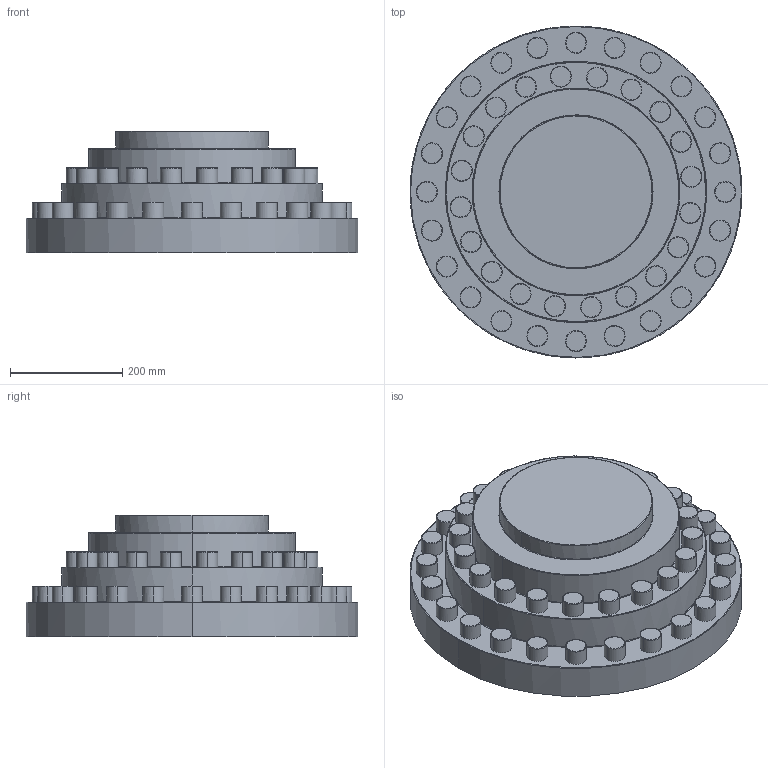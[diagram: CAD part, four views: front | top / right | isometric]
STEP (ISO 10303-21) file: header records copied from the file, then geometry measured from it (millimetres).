
FILE_DESCRIPTION (( 'STEP AP203' ), '1' );
FILE_NAME ('04. Wheel Cap_Default_sldprt.STEP', '2023-03-20T06:29:46', ( '' ), ( '' ), 'SwSTEP 2.0', 'SolidWorks 2019', '' );
FILE_SCHEMA (( 'CONFIG_CONTROL_DESIGN' ));
Length unit declared in the file: millimetre
Products named in the file (1): 04. Wheel Cap_Default_sldprt
Bounding box: 592.5 x 592.5 x 217 mm (x, y, z)
Volume: 37137148.8 mm3; surface area: 1005836.6 mm2
Topology: 1 solids, 1 shells, 250 faces, 578 edges, 378 vertices
Faces by surface type: bspline 102, cylinder 98, plane 50
Entity records: 35605 total; most frequent: CARTESIAN_POINT 30813, ORIENTED_EDGE 1156, DIRECTION 584, EDGE_CURVE 578, B_SPLINE_CURVE_WITH_KNOTS 386, VERTEX_POINT 378, EDGE_LOOP 298, FACE_OUTER_BOUND 250
